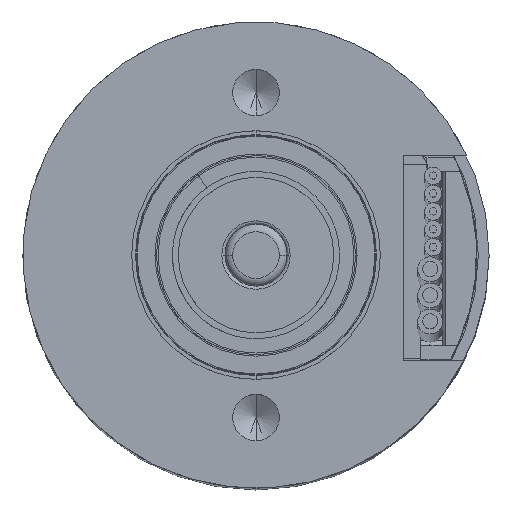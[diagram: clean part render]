
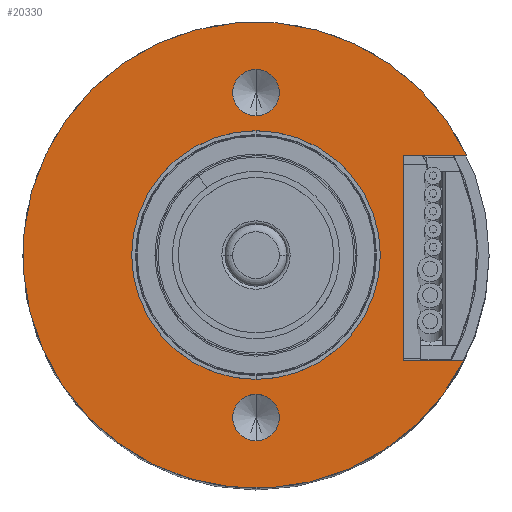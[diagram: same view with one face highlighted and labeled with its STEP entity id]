
A CAD part, top view. The second image highlights one B-rep face of the part: STEP entity #20330.
In plain terms, the highlighted face is planar.
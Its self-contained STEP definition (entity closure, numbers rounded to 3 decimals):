
#19608=CARTESIAN_POINT('',(0.,-1.4,0.));
#19609=DIRECTION('',(0.,-1.,0.));
#19610=DIRECTION('',(-1.,0.,0.));
#19611=AXIS2_PLACEMENT_3D('',#19608,#19609,#19610);
#19613=CARTESIAN_POINT('',(0.,-1.4,0.));
#19614=DIRECTION('',(0.,1.,0.));
#19615=DIRECTION('',(-1.,0.,0.));
#19616=AXIS2_PLACEMENT_3D('',#19613,#19614,#19615);
#19618=DIRECTION('',(0.,0.,1.));
#19619=VECTOR('',#19618,3.87);
#19620=CARTESIAN_POINT('',(6.8,-1.4,-13.37));
#19621=LINE('',#19620,#19619);
#19622=DIRECTION('',(0.,0.,1.));
#19623=VECTOR('',#19622,4.066);
#19624=CARTESIAN_POINT('',(-6.4,-1.4,-13.566));
#19625=LINE('',#19624,#19623);
#19626=DIRECTION('',(1.,0.,0.));
#19627=VECTOR('',#19626,13.2);
#19628=CARTESIAN_POINT('',(-6.4,-1.4,-9.5));
#19629=LINE('',#19628,#19627);
#19630=CARTESIAN_POINT('',(10.45,-1.4,0.));
#19631=DIRECTION('',(0.,1.,0.));
#19632=DIRECTION('',(1.,0.,0.));
#19633=AXIS2_PLACEMENT_3D('',#19630,#19631,#19632);
#19635=CARTESIAN_POINT('',(10.45,-1.4,0.));
#19636=DIRECTION('',(0.,1.,0.));
#19637=DIRECTION('',(-1.,0.,0.));
#19638=AXIS2_PLACEMENT_3D('',#19635,#19636,#19637);
#19640=CARTESIAN_POINT('',(-10.45,-1.4,0.));
#19641=DIRECTION('',(0.,-1.,0.));
#19642=DIRECTION('',(-1.,0.,0.));
#19643=AXIS2_PLACEMENT_3D('',#19640,#19641,#19642);
#19645=CARTESIAN_POINT('',(-10.45,-1.4,0.));
#19646=DIRECTION('',(0.,-1.,0.));
#19647=DIRECTION('',(1.,0.,0.));
#19648=AXIS2_PLACEMENT_3D('',#19645,#19646,#19647);
#19667=CARTESIAN_POINT('',(0.,-1.4,0.));
#19668=DIRECTION('',(0.,1.,0.));
#19669=DIRECTION('',(-0.427,0.,-0.904));
#19670=AXIS2_PLACEMENT_3D('',#19667,#19668,#19669);
#20089=CARTESIAN_POINT('',(-7.75,-1.4,0.));
#20090=VERTEX_POINT('',#20089);
#20093=CARTESIAN_POINT('',(7.75,-1.4,0.));
#20094=VERTEX_POINT('',#20093);
#20135=CARTESIAN_POINT('',(6.8,-1.4,-13.37));
#20136=CARTESIAN_POINT('',(6.8,-1.4,-9.5));
#20137=VERTEX_POINT('',#20135);
#20138=VERTEX_POINT('',#20136);
#20139=CARTESIAN_POINT('',(-6.4,-1.4,-13.566));
#20140=CARTESIAN_POINT('',(-6.4,-1.4,-9.5));
#20141=VERTEX_POINT('',#20139);
#20142=VERTEX_POINT('',#20140);
#20183=CARTESIAN_POINT('',(11.95,-1.4,0.));
#20184=CARTESIAN_POINT('',(8.95,-1.4,0.));
#20185=VERTEX_POINT('',#20183);
#20186=VERTEX_POINT('',#20184);
#20193=CARTESIAN_POINT('',(-11.95,-1.4,0.));
#20194=VERTEX_POINT('',#20193);
#20195=CARTESIAN_POINT('',(-8.95,-1.4,0.));
#20196=VERTEX_POINT('',#20195);
#20299=CARTESIAN_POINT('',(0.,-1.4,0.));
#20300=DIRECTION('',(0.,1.,0.));
#20301=DIRECTION('',(1.,0.,0.));
#20302=AXIS2_PLACEMENT_3D('',#20299,#20300,#20301);
#20303=PLANE('',#20302);
#20305=ORIENTED_EDGE('',*,*,#20304,.F.);
#20307=ORIENTED_EDGE('',*,*,#20306,.F.);
#20309=ORIENTED_EDGE('',*,*,#20308,.T.);
#20311=ORIENTED_EDGE('',*,*,#20310,.T.);
#20312=EDGE_LOOP('',(#20305,#20307,#20309,#20311));
#20313=FACE_OUTER_BOUND('',#20312,.F.);
#20314=ORIENTED_EDGE('',*,*,#20292,.F.);
#20315=ORIENTED_EDGE('',*,*,#20281,.T.);
#20316=EDGE_LOOP('',(#20314,#20315));
#20317=FACE_BOUND('',#20316,.F.);
#20319=ORIENTED_EDGE('',*,*,#20318,.T.);
#20321=ORIENTED_EDGE('',*,*,#20320,.T.);
#20322=EDGE_LOOP('',(#20319,#20321));
#20323=FACE_BOUND('',#20322,.F.);
#20325=ORIENTED_EDGE('',*,*,#20324,.F.);
#20327=ORIENTED_EDGE('',*,*,#20326,.F.);
#20328=EDGE_LOOP('',(#20325,#20327));
#20329=FACE_BOUND('',#20328,.F.);
#20330=ADVANCED_FACE('',(#20313,#20317,#20323,#20329),#20303,.T.);
#19612=CIRCLE('',#19611,7.75);
#19617=CIRCLE('',#19616,7.75);
#19634=CIRCLE('',#19633,1.5);
#19639=CIRCLE('',#19638,1.5);
#19644=CIRCLE('',#19643,1.5);
#19649=CIRCLE('',#19648,1.5);
#19671=CIRCLE('',#19670,15.);
#20281=EDGE_CURVE('',#20090,#20094,#19617,.T.);
#20292=EDGE_CURVE('',#20090,#20094,#19612,.T.);
#20304=EDGE_CURVE('',#20137,#20138,#19621,.T.);
#20306=EDGE_CURVE('',#20141,#20137,#19671,.T.);
#20308=EDGE_CURVE('',#20141,#20142,#19625,.T.);
#20310=EDGE_CURVE('',#20142,#20138,#19629,.T.);
#20318=EDGE_CURVE('',#20185,#20186,#19634,.T.);
#20320=EDGE_CURVE('',#20186,#20185,#19639,.T.);
#20324=EDGE_CURVE('',#20194,#20196,#19644,.T.);
#20326=EDGE_CURVE('',#20196,#20194,#19649,.T.);
